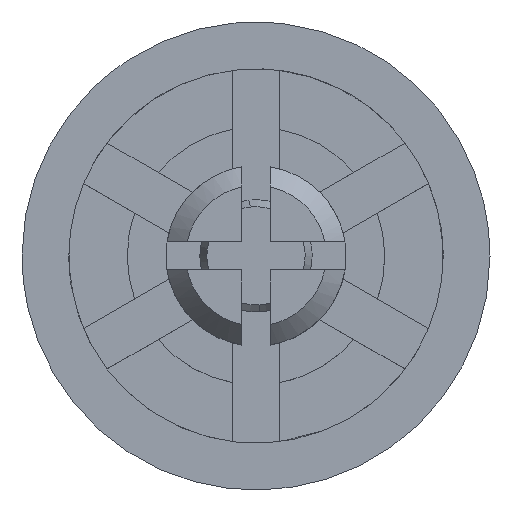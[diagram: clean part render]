
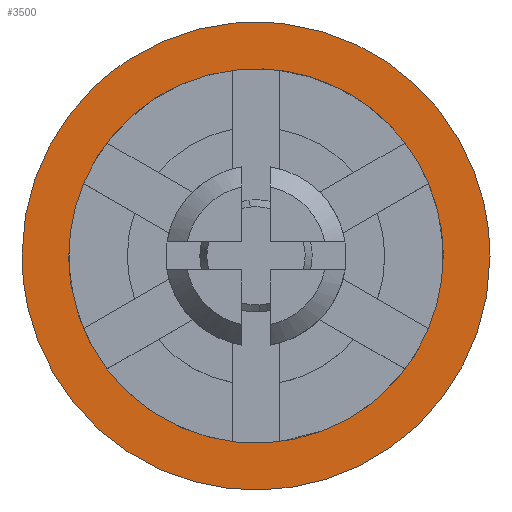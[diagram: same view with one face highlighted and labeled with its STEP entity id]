
A CAD part, top view. The second image highlights one B-rep face of the part: STEP entity #3500.
In plain terms, the highlighted free-form (B-spline) face has degree [1, 1] with [2, 2] control points.
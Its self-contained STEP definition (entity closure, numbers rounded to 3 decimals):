
#1608=CARTESIAN_POINT('',(1.132,9.936,0.));
#1609=VERTEX_POINT('',#1608);
#1615=CARTESIAN_POINT('',(10.0,0.0,0.0));
#1616=VERTEX_POINT('',#1615);
#1617=CARTESIAN_POINT('',(1.132,9.936,0.));
#1618=CARTESIAN_POINT('',(10.,8.925,0.));
#1619=CARTESIAN_POINT('',(10.0,0.0,0.0));
#1627=(BOUNDED_CURVE()B_SPLINE_CURVE(2,(#1617,#1618,#1619),.UNSPECIFIED.,.F.,.U.)B_SPLINE_CURVE_WITH_KNOTS((3,3),(0.27,0.5),.UNSPECIFIED.)CURVE()GEOMETRIC_REPRESENTATION_ITEM()RATIONAL_B_SPLINE_CURVE((0.958,0.73,1.0))REPRESENTATION_ITEM(''));
#1628=EDGE_CURVE('',#1609,#1616,#1627,.T.);
#1630=CARTESIAN_POINT('',(-10.0,0.0,0.));
#1631=VERTEX_POINT('',#1630);
#1632=CARTESIAN_POINT('',(10.0,0.0,0.));
#1633=CARTESIAN_POINT('',(10.,-10.,0.));
#1634=CARTESIAN_POINT('',(0.0,-10.0,0.));
#1635=CARTESIAN_POINT('',(-10.,-10.,0.));
#1636=CARTESIAN_POINT('',(-10.0,0.0,0.));
#1644=(BOUNDED_CURVE()B_SPLINE_CURVE(2,(#1632,#1633,#1634,#1635,#1636),.UNSPECIFIED.,.F.,.U.)B_SPLINE_CURVE_WITH_KNOTS((3,2,3),(0.5,0.75,1.0),.UNSPECIFIED.)CURVE()GEOMETRIC_REPRESENTATION_ITEM()RATIONAL_B_SPLINE_CURVE((1.0,0.707,1.0,0.707,1.0))REPRESENTATION_ITEM(''));
#1645=EDGE_CURVE('',#1616,#1631,#1644,.T.);
#1647=CARTESIAN_POINT('',(-5.418,8.405,0.));
#1648=VERTEX_POINT('',#1647);
#1649=CARTESIAN_POINT('',(-10.0,0.0,0.));
#1650=CARTESIAN_POINT('',(-10.,5.451,0.));
#1651=CARTESIAN_POINT('',(-5.418,8.405,0.));
#1659=(BOUNDED_CURVE()B_SPLINE_CURVE(2,(#1649,#1650,#1651),.UNSPECIFIED.,.F.,.U.)B_SPLINE_CURVE_WITH_KNOTS((3,3),(0.0,0.157),.UNSPECIFIED.)CURVE()GEOMETRIC_REPRESENTATION_ITEM()RATIONAL_B_SPLINE_CURVE((1.0,0.816,0.863))REPRESENTATION_ITEM(''));
#1660=EDGE_CURVE('',#1631,#1648,#1659,.T.);
#1700=CARTESIAN_POINT('',(-5.418,8.405,0.));
#1701=CARTESIAN_POINT('',(-2.944,10.,0.));
#1702=CARTESIAN_POINT('',(0.,10.,0.));
#1703=CARTESIAN_POINT('',(0.568,10.,0.));
#1704=CARTESIAN_POINT('',(1.132,9.936,0.));
#1712=(BOUNDED_CURVE()B_SPLINE_CURVE(2,(#1700,#1701,#1702,#1703,#1704),.UNSPECIFIED.,.F.,.U.)B_SPLINE_CURVE_WITH_KNOTS((3,2,3),(0.157,0.25,0.27),.UNSPECIFIED.)CURVE()GEOMETRIC_REPRESENTATION_ITEM()RATIONAL_B_SPLINE_CURVE((0.863,0.891,1.0,0.977,0.958))REPRESENTATION_ITEM(''));
#1713=EDGE_CURVE('',#1648,#1609,#1712,.T.);
#1737=CARTESIAN_POINT('',(-3.214,7.326,0.));
#1738=VERTEX_POINT('',#1737);
#1739=CARTESIAN_POINT('',(8.0,0.0,0.0));
#1740=VERTEX_POINT('',#1739);
#1741=CARTESIAN_POINT('',(-3.214,7.326,0.));
#1742=CARTESIAN_POINT('',(-1.678,8.0,0.));
#1743=CARTESIAN_POINT('',(0.0,8.0,0.));
#1744=CARTESIAN_POINT('',(8.0,8.0,0.));
#1745=CARTESIAN_POINT('',(8.0,0.0,0.));
#1753=(BOUNDED_CURVE()B_SPLINE_CURVE(2,(#1741,#1742,#1743,#1744,#1745),.UNSPECIFIED.,.F.,.U.)B_SPLINE_CURVE_WITH_KNOTS((3,2,3),(0.182,0.25,0.5),.UNSPECIFIED.)CURVE()GEOMETRIC_REPRESENTATION_ITEM()RATIONAL_B_SPLINE_CURVE((0.884,0.92,1.0,0.707,1.0))REPRESENTATION_ITEM(''));
#1754=EDGE_CURVE('',#1738,#1740,#1753,.T.);
#1910=CARTESIAN_POINT('',(4.039,-6.906,0.));
#1911=VERTEX_POINT('',#1910);
#1917=CARTESIAN_POINT('',(8.0,0.0,0.));
#1918=CARTESIAN_POINT('',(8.0,-4.589,0.));
#1919=CARTESIAN_POINT('',(4.039,-6.906,0.));
#1927=(BOUNDED_CURVE()B_SPLINE_CURVE(2,(#1917,#1918,#1919),.UNSPECIFIED.,.F.,.U.)B_SPLINE_CURVE_WITH_KNOTS((3,3),(0.5,0.664),.UNSPECIFIED.)CURVE()GEOMETRIC_REPRESENTATION_ITEM()RATIONAL_B_SPLINE_CURVE((1.0,0.808,0.868))REPRESENTATION_ITEM(''));
#1928=EDGE_CURVE('',#1740,#1911,#1927,.T.);
#1955=CARTESIAN_POINT('',(-8.0,0.0,0.));
#1956=VERTEX_POINT('',#1955);
#1957=CARTESIAN_POINT('',(-8.0,0.0,0.));
#1958=CARTESIAN_POINT('',(-8.0,5.226,0.));
#1959=CARTESIAN_POINT('',(-3.214,7.326,0.));
#1967=(BOUNDED_CURVE()B_SPLINE_CURVE(2,(#1957,#1958,#1959),.UNSPECIFIED.,.F.,.U.)B_SPLINE_CURVE_WITH_KNOTS((3,3),(0.0,0.182),.UNSPECIFIED.)CURVE()GEOMETRIC_REPRESENTATION_ITEM()RATIONAL_B_SPLINE_CURVE((1.0,0.787,0.884))REPRESENTATION_ITEM(''));
#1968=EDGE_CURVE('',#1956,#1738,#1967,.T.);
#1970=CARTESIAN_POINT('',(4.039,-6.906,0.));
#1971=CARTESIAN_POINT('',(2.167,-8.0,0.));
#1972=CARTESIAN_POINT('',(0.0,-8.0,0.));
#1973=CARTESIAN_POINT('',(-8.0,-8.0,0.));
#1974=CARTESIAN_POINT('',(-8.0,0.0,0.));
#1982=(BOUNDED_CURVE()B_SPLINE_CURVE(2,(#1970,#1971,#1972,#1973,#1974),.UNSPECIFIED.,.F.,.U.)B_SPLINE_CURVE_WITH_KNOTS((3,2,3),(0.664,0.75,1.0),.UNSPECIFIED.)CURVE()GEOMETRIC_REPRESENTATION_ITEM()RATIONAL_B_SPLINE_CURVE((0.868,0.899,1.0,0.707,1.0))REPRESENTATION_ITEM(''));
#1983=EDGE_CURVE('',#1911,#1956,#1982,.T.);
#3483=CARTESIAN_POINT('',(10.999,-10.999,0.));
#3484=CARTESIAN_POINT('',(-10.999,-10.999,0.));
#3485=CARTESIAN_POINT('',(10.999,10.999,0.));
#3486=CARTESIAN_POINT('',(-10.999,10.999,0.));
#3487=B_SPLINE_SURFACE_WITH_KNOTS('',1,1,((#3483,#3485),(#3484,#3486)),.UNSPECIFIED.,.F.,.F.,.U.,(2,2),(2,2),(0.0,21.998),(0.0,21.998),.UNSPECIFIED.);
#3488=ORIENTED_EDGE('',*,*,#1645,.F.);
#3489=ORIENTED_EDGE('',*,*,#1628,.F.);
#3490=ORIENTED_EDGE('',*,*,#1713,.F.);
#3491=ORIENTED_EDGE('',*,*,#1660,.F.);
#3492=EDGE_LOOP('',(#3488,#3489,#3490,#3491));
#3493=FACE_OUTER_BOUND('',#3492,.T.);
#3494=ORIENTED_EDGE('',*,*,#1928,.T.);
#3495=ORIENTED_EDGE('',*,*,#1983,.T.);
#3496=ORIENTED_EDGE('',*,*,#1968,.T.);
#3497=ORIENTED_EDGE('',*,*,#1754,.T.);
#3498=EDGE_LOOP('',(#3494,#3495,#3496,#3497));
#3499=FACE_BOUND('',#3498,.T.);
#3500=ADVANCED_FACE('',(#3493,#3499),#3487,.F.);
